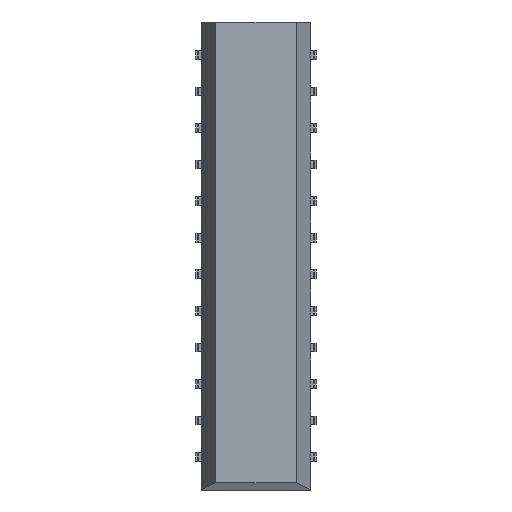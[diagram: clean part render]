
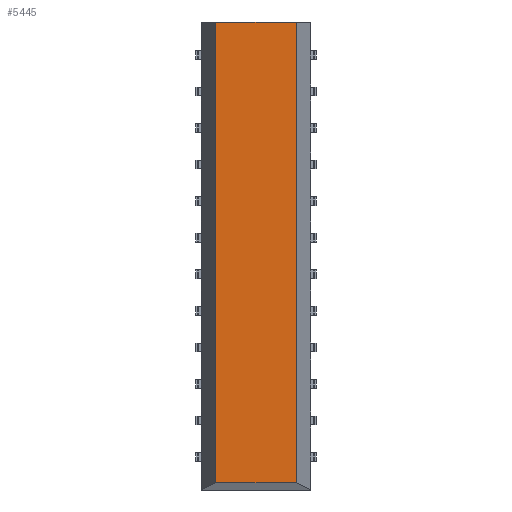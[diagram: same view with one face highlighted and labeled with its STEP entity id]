
A CAD part, front view. The second image highlights one B-rep face of the part: STEP entity #5445.
In plain terms, the highlighted planar face has unit normal (0, -1, 0).
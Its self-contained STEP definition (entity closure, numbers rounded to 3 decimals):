
#183=FACE_OUTER_BOUND('',#461,.T.);
#461=EDGE_LOOP('',(#3723,#3724,#3725,#3726));
#823=LINE('',#7789,#1551);
#870=LINE('',#7883,#1598);
#874=LINE('',#7890,#1602);
#875=LINE('',#7891,#1603);
#1551=VECTOR('',#6240,10.);
#1598=VECTOR('',#6289,10.);
#1602=VECTOR('',#6295,10.);
#1603=VECTOR('',#6296,10.);
#2264=VERTEX_POINT('',#7786);
#2265=VERTEX_POINT('',#7788);
#2311=VERTEX_POINT('',#7882);
#2313=VERTEX_POINT('',#7889);
#2827=EDGE_CURVE('',#2264,#2265,#823,.T.);
#2874=EDGE_CURVE('',#2265,#2311,#870,.T.);
#2878=EDGE_CURVE('',#2313,#2264,#874,.T.);
#2879=EDGE_CURVE('',#2311,#2313,#875,.T.);
#3723=ORIENTED_EDGE('',*,*,#2827,.F.);
#3724=ORIENTED_EDGE('',*,*,#2878,.F.);
#3725=ORIENTED_EDGE('',*,*,#2879,.F.);
#3726=ORIENTED_EDGE('',*,*,#2874,.F.);
#5215=PLANE('',#5746);
#5445=ADVANCED_FACE('',(#183),#5215,.F.);
#5746=AXIS2_PLACEMENT_3D('',#7888,#6293,#6294);
#6240=DIRECTION('',(0.,0.,1.));
#6289=DIRECTION('',(1.,0.,0.));
#6293=DIRECTION('center_axis',(0.,1.,0.));
#6294=DIRECTION('ref_axis',(0.,0.,1.));
#6295=DIRECTION('',(-1.,0.,0.));
#6296=DIRECTION('',(0.,0.,-1.));
#7786=CARTESIAN_POINT('',(21.699,0.,8.947));
#7788=CARTESIAN_POINT('',(21.699,0.,40.447));
#7789=CARTESIAN_POINT('',(21.699,0.,20.447));
#7882=CARTESIAN_POINT('',(27.199,0.,40.447));
#7883=CARTESIAN_POINT('',(20.699,0.,40.447));
#7888=CARTESIAN_POINT('Origin',(24.449,0.,24.447));
#7889=CARTESIAN_POINT('',(27.199,0.,8.947));
#7890=CARTESIAN_POINT('',(26.324,0.,8.947));
#7891=CARTESIAN_POINT('',(27.199,0.,28.447));
